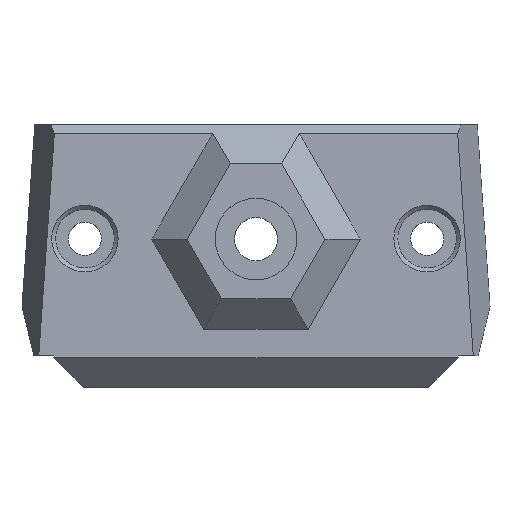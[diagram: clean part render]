
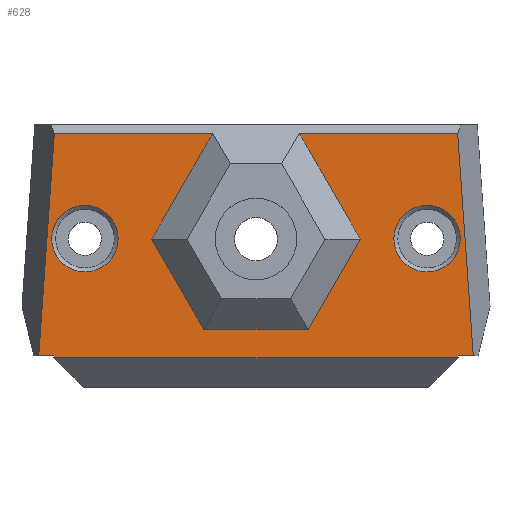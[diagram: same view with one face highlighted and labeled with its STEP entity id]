
A CAD part, top view. The second image highlights one B-rep face of the part: STEP entity #628.
In plain terms, the highlighted planar face has unit normal (0, 0, 1).
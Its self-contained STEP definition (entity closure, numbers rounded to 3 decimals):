
#24=FACE_BOUND('',#89,.T.);
#25=FACE_BOUND('',#90,.T.);
#33=CIRCLE('',#679,3.4);
#34=CIRCLE('',#680,3.4);
#52=FACE_OUTER_BOUND('',#88,.T.);
#88=EDGE_LOOP('',(#452,#453,#454,#455,#456,#457,#458,#459,#460,#461,#462,
#463,#464,#465));
#89=EDGE_LOOP('',(#466));
#90=EDGE_LOOP('',(#467));
#128=LINE('',#904,#202);
#132=LINE('',#911,#206);
#136=LINE('',#920,#210);
#142=LINE('',#931,#216);
#147=LINE('',#944,#221);
#149=LINE('',#948,#223);
#150=LINE('',#950,#224);
#151=LINE('',#952,#225);
#152=LINE('',#954,#226);
#153=LINE('',#956,#227);
#154=LINE('',#957,#228);
#155=LINE('',#959,#229);
#156=LINE('',#961,#230);
#157=LINE('',#962,#231);
#202=VECTOR('',#727,10.);
#206=VECTOR('',#731,10.);
#210=VECTOR('',#739,10.);
#216=VECTOR('',#747,10.);
#221=VECTOR('',#758,10.);
#223=VECTOR('',#762,10.);
#224=VECTOR('',#763,10.);
#225=VECTOR('',#764,10.);
#226=VECTOR('',#765,10.);
#227=VECTOR('',#766,10.);
#228=VECTOR('',#767,10.);
#229=VECTOR('',#768,10.);
#230=VECTOR('',#769,10.);
#231=VECTOR('',#770,10.);
#273=VERTEX_POINT('',#896);
#276=VERTEX_POINT('',#901);
#277=VERTEX_POINT('',#903);
#280=VERTEX_POINT('',#909);
#283=VERTEX_POINT('',#919);
#287=VERTEX_POINT('',#929);
#292=VERTEX_POINT('',#943);
#293=VERTEX_POINT('',#947);
#294=VERTEX_POINT('',#949);
#295=VERTEX_POINT('',#951);
#296=VERTEX_POINT('',#953);
#297=VERTEX_POINT('',#955);
#298=VERTEX_POINT('',#958);
#299=VERTEX_POINT('',#960);
#300=VERTEX_POINT('',#963);
#301=VERTEX_POINT('',#965);
#334=EDGE_CURVE('',#276,#277,#128,.T.);
#338=EDGE_CURVE('',#280,#273,#132,.T.);
#342=EDGE_CURVE('',#273,#283,#136,.F.);
#348=EDGE_CURVE('',#287,#280,#142,.T.);
#354=EDGE_CURVE('',#277,#292,#147,.T.);
#356=EDGE_CURVE('',#276,#293,#149,.T.);
#357=EDGE_CURVE('',#294,#293,#150,.T.);
#358=EDGE_CURVE('',#295,#294,#151,.T.);
#359=EDGE_CURVE('',#296,#295,#152,.T.);
#360=EDGE_CURVE('',#297,#296,#153,.F.);
#361=EDGE_CURVE('',#283,#297,#154,.F.);
#362=EDGE_CURVE('',#298,#287,#155,.T.);
#363=EDGE_CURVE('',#299,#298,#156,.T.);
#364=EDGE_CURVE('',#292,#299,#157,.T.);
#365=EDGE_CURVE('',#300,#300,#33,.T.);
#366=EDGE_CURVE('',#301,#301,#34,.T.);
#452=ORIENTED_EDGE('',*,*,#334,.F.);
#453=ORIENTED_EDGE('',*,*,#356,.T.);
#454=ORIENTED_EDGE('',*,*,#357,.F.);
#455=ORIENTED_EDGE('',*,*,#358,.F.);
#456=ORIENTED_EDGE('',*,*,#359,.F.);
#457=ORIENTED_EDGE('',*,*,#360,.F.);
#458=ORIENTED_EDGE('',*,*,#361,.F.);
#459=ORIENTED_EDGE('',*,*,#342,.F.);
#460=ORIENTED_EDGE('',*,*,#338,.F.);
#461=ORIENTED_EDGE('',*,*,#348,.F.);
#462=ORIENTED_EDGE('',*,*,#362,.F.);
#463=ORIENTED_EDGE('',*,*,#363,.F.);
#464=ORIENTED_EDGE('',*,*,#364,.F.);
#465=ORIENTED_EDGE('',*,*,#354,.F.);
#466=ORIENTED_EDGE('',*,*,#365,.F.);
#467=ORIENTED_EDGE('',*,*,#366,.F.);
#601=PLANE('',#678);
#628=ADVANCED_FACE('',(#52,#24,#25),#601,.T.);
#678=AXIS2_PLACEMENT_3D('',#946,#760,#761);
#679=AXIS2_PLACEMENT_3D('',#964,#771,#772);
#680=AXIS2_PLACEMENT_3D('',#966,#773,#774);
#727=DIRECTION('',(1.,0.,0.));
#731=DIRECTION('',(1.,0.,0.));
#739=DIRECTION('',(-0.07,0.998,0.));
#747=DIRECTION('',(-0.5,0.866,0.));
#758=DIRECTION('',(-0.5,-0.866,0.));
#760=DIRECTION('center_axis',(0.,0.,
1.));
#761=DIRECTION('ref_axis',(-1.,0.,0.));
#762=DIRECTION('',(-0.07,-0.998,0.));
#763=DIRECTION('',(-1.,0.,0.));
#764=DIRECTION('',(0.,1.,0.));
#765=DIRECTION('',(-1.,0.,0.));
#766=DIRECTION('',(0.,1.,0.));
#767=DIRECTION('',(1.,0.,0.));
#768=DIRECTION('',(0.5,0.866,0.));
#769=DIRECTION('',(1.,0.,0.));
#770=DIRECTION('',(0.5,-0.866,0.));
#771=DIRECTION('center_axis',(0.,0.,
1.));
#772=DIRECTION('ref_axis',(-1.,0.,0.));
#773=DIRECTION('center_axis',(0.,0.,
1.));
#774=DIRECTION('ref_axis',(-1.,0.,0.));
#896=CARTESIAN_POINT('',(168.335,-119.907,122.542));
#901=CARTESIAN_POINT('',(127.099,-119.907,122.542));
#903=CARTESIAN_POINT('',(143.295,-119.907,122.542));
#904=CARTESIAN_POINT('',(152.055,-119.907,122.542));
#909=CARTESIAN_POINT('',(152.139,-119.907,122.542));
#911=CARTESIAN_POINT('',(152.055,-119.907,122.542));
#919=CARTESIAN_POINT('',(169.93,-142.641,122.542));
#920=CARTESIAN_POINT('',(169.921,-142.506,122.542));
#929=CARTESIAN_POINT('',(158.374,-130.707,122.542));
#931=CARTESIAN_POINT('',(166.061,-144.021,122.542));
#943=CARTESIAN_POINT('',(137.06,-130.707,122.542));
#944=CARTESIAN_POINT('',(135.317,-133.726,122.542));
#946=CARTESIAN_POINT('Origin',(161.217,-153.43,122.542));
#947=CARTESIAN_POINT('',(125.504,-142.641,122.542));
#948=CARTESIAN_POINT('',(125.581,-141.545,122.542));
#949=CARTESIAN_POINT('',(127.039,-142.641,122.542));
#950=CARTESIAN_POINT('',(144.225,-142.641,122.542));
#951=CARTESIAN_POINT('',(127.039,-142.829,122.542));
#952=CARTESIAN_POINT('',(127.039,-144.08,122.542));
#953=CARTESIAN_POINT('',(168.395,-142.829,122.542));
#954=CARTESIAN_POINT('',(145.417,-142.829,122.542));
#955=CARTESIAN_POINT('',(168.395,-142.641,122.542));
#956=CARTESIAN_POINT('',(168.395,-144.08,122.542));
#957=CARTESIAN_POINT('',(164.709,-142.641,122.542));
#958=CARTESIAN_POINT('',(153.046,-139.936,122.542));
#959=CARTESIAN_POINT('',(150.421,-144.482,122.542));
#960=CARTESIAN_POINT('',(142.389,-139.936,122.542));
#961=CARTESIAN_POINT('',(156.961,-139.936,122.542));
#962=CARTESIAN_POINT('',(149.195,-151.724,122.542));
#963=CARTESIAN_POINT('',(133.627,-130.662,122.542));
#964=CARTESIAN_POINT('Origin',(130.227,-130.662,122.542));
#965=CARTESIAN_POINT('',(168.607,-130.662,122.542));
#966=CARTESIAN_POINT('Origin',(165.207,-130.662,122.542));
